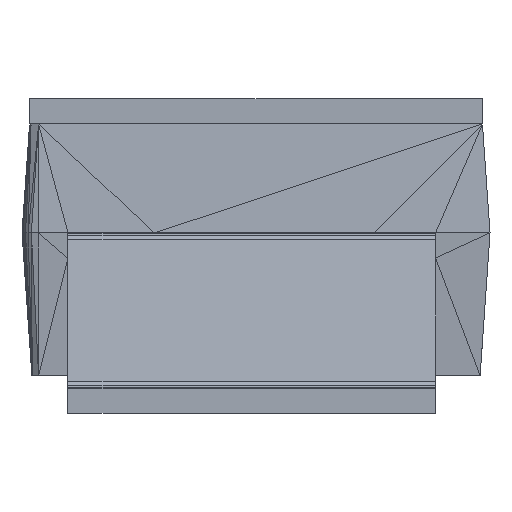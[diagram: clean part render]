
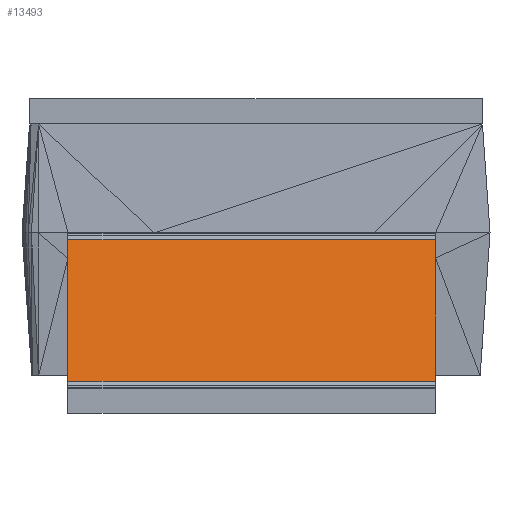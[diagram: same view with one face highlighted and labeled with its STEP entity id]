
A CAD part, left-side view. The second image highlights one B-rep face of the part: STEP entity #13493.
In plain terms, the highlighted planar face has unit normal (0.981, 0, -0.195).
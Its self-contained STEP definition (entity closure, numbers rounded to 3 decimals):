
#2897 = VERTEX_POINT('',#2898);
#2898 = CARTESIAN_POINT('',(-2.199,1.122,
    0.19));
#2912 = PLANE('',#2913);
#2913 = AXIS2_PLACEMENT_3D('',#2914,#2915,#2916);
#2914 = CARTESIAN_POINT('',(-2.206,0.025,
    0.178));
#2915 = DIRECTION('',(0.873,0.,-0.489));
#2916 = DIRECTION('',(0.489,0.,0.873));
#3023 = PLANE('',#3024);
#3024 = AXIS2_PLACEMENT_3D('',#3025,#3026,#3027);
#3025 = CARTESIAN_POINT('',(-2.08,-1.072,
    0.516));
#3026 = DIRECTION('',(0.,1.,0.));
#3027 = DIRECTION('',(1.,0.,0.));
#3173 = PLANE('',#3174);
#3174 = AXIS2_PLACEMENT_3D('',#3175,#3176,#3177);
#3175 = CARTESIAN_POINT('',(-2.074,1.122,0.619
    ));
#3176 = DIRECTION('',(0.,1.,0.));
#3177 = DIRECTION('',(0.,0.,1.));
#3188 = EDGE_CURVE('',#3189,#2897,#3191,.T.);
#3189 = VERTEX_POINT('',#3190);
#3190 = CARTESIAN_POINT('',(-2.031,1.122,
    1.035));
#3191 = SURFACE_CURVE('',#3192,(#3196,#3202),.PCURVE_S1.);
#3192 = LINE('',#3193,#3194);
#3193 = CARTESIAN_POINT('',(-2.031,1.122,
    1.035));
#3194 = VECTOR('',#3195,1.);
#3195 = DIRECTION('',(-0.195,0.,-0.981));
#3196 = PCURVE('',#3173,#3197);
#3197 = DEFINITIONAL_REPRESENTATION('',(#3198),#3201);
#3198 = B_SPLINE_CURVE_WITH_KNOTS('',1,(#3199,#3200),.UNSPECIFIED.,.F.,
  .F.,(2,2),(0.,0.862),.PIECEWISE_BEZIER_KNOTS.);
#3199 = CARTESIAN_POINT('',(0.416,0.043));
#3200 = CARTESIAN_POINT('',(-0.429,-0.125));
#3201 = ( GEOMETRIC_REPRESENTATION_CONTEXT(2) 
PARAMETRIC_REPRESENTATION_CONTEXT() REPRESENTATION_CONTEXT('2D SPACE',''
  ) );
#3202 = PCURVE('',#3203,#3208);
#3203 = PLANE('',#3204);
#3204 = AXIS2_PLACEMENT_3D('',#3205,#3206,#3207);
#3205 = CARTESIAN_POINT('',(-2.115,0.025,
    0.612));
#3206 = DIRECTION('',(0.981,0.,-0.195));
#3207 = DIRECTION('',(0.195,0.,0.981));
#3208 = DEFINITIONAL_REPRESENTATION('',(#3209),#3213);
#3209 = LINE('',#3210,#3211);
#3210 = CARTESIAN_POINT('',(0.431,-1.097));
#3211 = VECTOR('',#3212,1.);
#3212 = DIRECTION('',(-1.,-0.));
#3213 = ( GEOMETRIC_REPRESENTATION_CONTEXT(2) 
PARAMETRIC_REPRESENTATION_CONTEXT() REPRESENTATION_CONTEXT('2D SPACE',''
  ) );
#3315 = PLANE('',#3316);
#3316 = AXIS2_PLACEMENT_3D('',#3317,#3318,#3319);
#3317 = CARTESIAN_POINT('',(-2.024,0.025,
    1.047));
#3318 = DIRECTION('',(0.879,0.,-0.476)
  );
#3319 = DIRECTION('',(0.476,0.,0.879));
#13449 = EDGE_CURVE('',#13450,#2897,#13452,.T.);
#13450 = VERTEX_POINT('',#13451);
#13451 = CARTESIAN_POINT('',(-2.199,-1.072,
    0.19));
#13452 = SURFACE_CURVE('',#13453,(#13457,#13464),.PCURVE_S1.);
#13453 = LINE('',#13454,#13455);
#13454 = CARTESIAN_POINT('',(-2.199,-1.072,
    0.19));
#13455 = VECTOR('',#13456,1.);
#13456 = DIRECTION('',(0.,1.,0.));
#13457 = PCURVE('',#2912,#13458);
#13458 = DEFINITIONAL_REPRESENTATION('',(#13459),#13463);
#13459 = LINE('',#13460,#13461);
#13460 = CARTESIAN_POINT('',(0.014,1.097));
#13461 = VECTOR('',#13462,1.);
#13462 = DIRECTION('',(0.,-1.));
#13463 = ( GEOMETRIC_REPRESENTATION_CONTEXT(2) 
PARAMETRIC_REPRESENTATION_CONTEXT() REPRESENTATION_CONTEXT('2D SPACE',''
  ) );
#13464 = PCURVE('',#3203,#13465);
#13465 = DEFINITIONAL_REPRESENTATION('',(#13466),#13470);
#13466 = LINE('',#13467,#13468);
#13467 = CARTESIAN_POINT('',(-0.431,1.097));
#13468 = VECTOR('',#13469,1.);
#13469 = DIRECTION('',(0.,-1.));
#13470 = ( GEOMETRIC_REPRESENTATION_CONTEXT(2) 
PARAMETRIC_REPRESENTATION_CONTEXT() REPRESENTATION_CONTEXT('2D SPACE',''
  ) );
#13493 = ADVANCED_FACE('',(#13494),#3203,.T.);
#13494 = FACE_BOUND('',#13495,.T.);
#13495 = EDGE_LOOP('',(#13496,#13497,#13498,#13521));
#13496 = ORIENTED_EDGE('',*,*,#13449,.T.);
#13497 = ORIENTED_EDGE('',*,*,#3188,.F.);
#13498 = ORIENTED_EDGE('',*,*,#13499,.T.);
#13499 = EDGE_CURVE('',#3189,#13500,#13502,.T.);
#13500 = VERTEX_POINT('',#13501);
#13501 = CARTESIAN_POINT('',(-2.031,-1.072,
    1.035));
#13502 = SURFACE_CURVE('',#13503,(#13507,#13514),.PCURVE_S1.);
#13503 = LINE('',#13504,#13505);
#13504 = CARTESIAN_POINT('',(-2.031,1.122,
    1.035));
#13505 = VECTOR('',#13506,1.);
#13506 = DIRECTION('',(0.,-1.,0.));
#13507 = PCURVE('',#3203,#13508);
#13508 = DEFINITIONAL_REPRESENTATION('',(#13509),#13513);
#13509 = LINE('',#13510,#13511);
#13510 = CARTESIAN_POINT('',(0.431,-1.097));
#13511 = VECTOR('',#13512,1.);
#13512 = DIRECTION('',(0.,1.));
#13513 = ( GEOMETRIC_REPRESENTATION_CONTEXT(2) 
PARAMETRIC_REPRESENTATION_CONTEXT() REPRESENTATION_CONTEXT('2D SPACE',''
  ) );
#13514 = PCURVE('',#3315,#13515);
#13515 = DEFINITIONAL_REPRESENTATION('',(#13516),#13520);
#13516 = LINE('',#13517,#13518);
#13517 = CARTESIAN_POINT('',(-0.014,-1.097));
#13518 = VECTOR('',#13519,1.);
#13519 = DIRECTION('',(0.,1.));
#13520 = ( GEOMETRIC_REPRESENTATION_CONTEXT(2) 
PARAMETRIC_REPRESENTATION_CONTEXT() REPRESENTATION_CONTEXT('2D SPACE',''
  ) );
#13521 = ORIENTED_EDGE('',*,*,#13522,.F.);
#13522 = EDGE_CURVE('',#13450,#13500,#13523,.T.);
#13523 = SURFACE_CURVE('',#13524,(#13528,#13535),.PCURVE_S1.);
#13524 = LINE('',#13525,#13526);
#13525 = CARTESIAN_POINT('',(-2.199,-1.072,
    0.19));
#13526 = VECTOR('',#13527,1.);
#13527 = DIRECTION('',(0.195,0.,0.981));
#13528 = PCURVE('',#3203,#13529);
#13529 = DEFINITIONAL_REPRESENTATION('',(#13530),#13534);
#13530 = LINE('',#13531,#13532);
#13531 = CARTESIAN_POINT('',(-0.431,1.097));
#13532 = VECTOR('',#13533,1.);
#13533 = DIRECTION('',(1.,0.));
#13534 = ( GEOMETRIC_REPRESENTATION_CONTEXT(2) 
PARAMETRIC_REPRESENTATION_CONTEXT() REPRESENTATION_CONTEXT('2D SPACE',''
  ) );
#13535 = PCURVE('',#3023,#13536);
#13536 = DEFINITIONAL_REPRESENTATION('',(#13537),#13541);
#13537 = LINE('',#13538,#13539);
#13538 = CARTESIAN_POINT('',(-0.119,0.326));
#13539 = VECTOR('',#13540,1.);
#13540 = DIRECTION('',(0.195,-0.981));
#13541 = ( GEOMETRIC_REPRESENTATION_CONTEXT(2) 
PARAMETRIC_REPRESENTATION_CONTEXT() REPRESENTATION_CONTEXT('2D SPACE',''
  ) );
